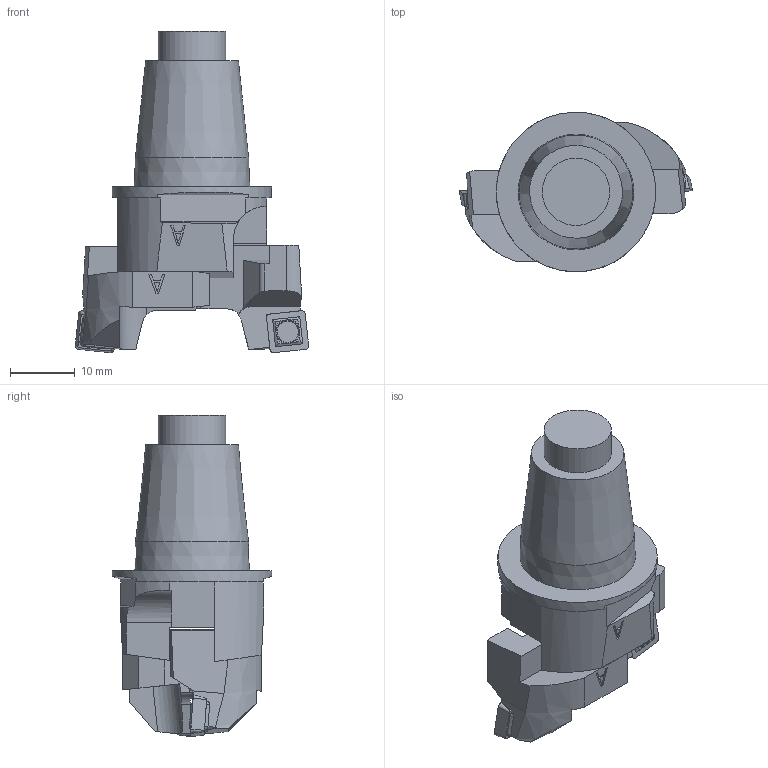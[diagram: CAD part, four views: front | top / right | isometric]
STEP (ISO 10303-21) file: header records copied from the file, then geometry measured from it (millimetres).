
FILE_DESCRIPTION(/* description */ (''),/* implementation_level */ '2;1');
FILE_NAME(/* name */ '1566819326333.stp',/* time_stamp */ '2019-08-26T13:35:33+02:00',/* author */ (''),/* organization */ ('SMS'),/* preprocessor_version */ 'ST-DEVELOPER v16.7',/* originating_system */ 'SIEMENS PLM Software NX 12.0',/* authorisation */ '');
FILE_SCHEMA (('AUTOMOTIVE_DESIGN { 1 0 10303 214 3 1 1 1 }'));
Length unit declared in the file: millimetre
Products named in the file (10): ASSEMBLY_CONSTRUCTION; 201028654mod000_00; 201011659mod000_00; 201028534mod000_00; 200952572mod000_01; 201028682mod000_01; 201028562mod000_01; 201088254mod000_01
Assembly tree (10 placements, depth 3):
  201088254mod000_01
    201028562mod000_01
      201028534mod000_00
      201011659mod000_00
      ASSEMBLY_CONSTRUCTION
    201028682mod000_01
      201028654mod000_00
      201011659mod000_00
      ASSEMBLY_CONSTRUCTION
    200952572mod000_01
    ASSEMBLY_CONSTRUCTION
Bounding box: 35.99 x 24.58 x 49.56 mm (x, y, z)
Volume: 12235.1 mm3; surface area: 5644 mm2
Topology: 5 solids, 5 shells, 272 faces, 716 edges, 494 vertices
Faces by surface type: plane 176, cone 28, cylinder 26, torus 24, extrusion 18
Full cylindrical faces by diameter (mm): 2.5 x4, 10.4 x1, 24.6 x1
Entity records: 7931 total; most frequent: CARTESIAN_POINT 2024, ORIENTED_EDGE 1156, DIRECTION 1070, EDGE_CURVE 578, VERTEX_POINT 408, AXIS2_PLACEMENT_3D 359, VECTOR 352, LINE 334
